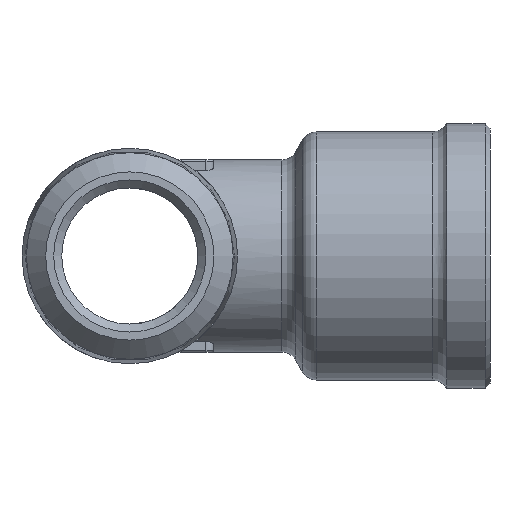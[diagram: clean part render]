
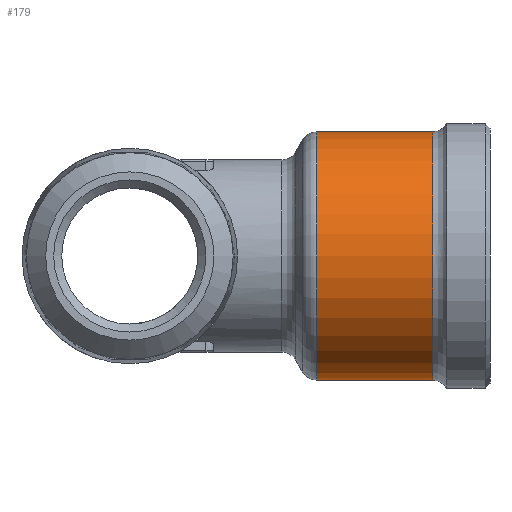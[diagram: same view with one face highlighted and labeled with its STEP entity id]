
A CAD part, left-side view. The second image highlights one B-rep face of the part: STEP entity #179.
In plain terms, the highlighted cylindrical face has radius 7.75 mm (diameter 15.5 mm), a full revolution.
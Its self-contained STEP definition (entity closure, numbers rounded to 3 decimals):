
#179 = ADVANCED_FACE( 'NONE', ( #429, #430 ), #431, .T. );
#429 = FACE_OUTER_BOUND( '', #1086, .T. );
#430 = FACE_OUTER_BOUND( '', #1087, .T. );
#431 = CYLINDRICAL_SURFACE( '', #1088, 7.75 );
#1086 = EDGE_LOOP( '', ( #1878 ) );
#1087 = EDGE_LOOP( '', ( #1879 ) );
#1088 = AXIS2_PLACEMENT_3D( '', #1880, #1881, #1882 );
#1878 = ORIENTED_EDGE( '', *, *, #2236, .F. );
#1879 = ORIENTED_EDGE( '', *, *, #2096, .T. );
#1880 = CARTESIAN_POINT( '', ( 0., 7.845, 0. ) );
#1881 = DIRECTION( '', ( 0., -1., 0. ) );
#1882 = DIRECTION( '', ( 0., 0., 1. ) );
#2096 = EDGE_CURVE( 'NONE', #2446, #2446, #2447, .T. );
#2236 = EDGE_CURVE( 'NONE', #2653, #2653, #2654, .T. );
#2446 = VERTEX_POINT( '', #3221 );
#2447 = CIRCLE( '', #3222, 7.75 );
#2653 = VERTEX_POINT( '', #3536 );
#2654 = CIRCLE( '', #3537, 7.75 );
#3221 = CARTESIAN_POINT( '', ( -7.75, -18.923, 0. ) );
#3222 = AXIS2_PLACEMENT_3D( '', #3727, #3728, #3729 );
#3536 = CARTESIAN_POINT( '', ( 0., -11.665, 7.75 ) );
#3537 = AXIS2_PLACEMENT_3D( '', #4001, #4002, #4003 );
#3727 = CARTESIAN_POINT( '', ( 0., -18.923, 0. ) );
#3728 = DIRECTION( '', ( 0., 1., 0. ) );
#3729 = DIRECTION( '', ( -1., 0., 0. ) );
#4001 = CARTESIAN_POINT( '', ( 0., -11.665, 0. ) );
#4002 = DIRECTION( '', ( 0., 1., 0. ) );
#4003 = DIRECTION( '', ( 0., 0., 1. ) );
